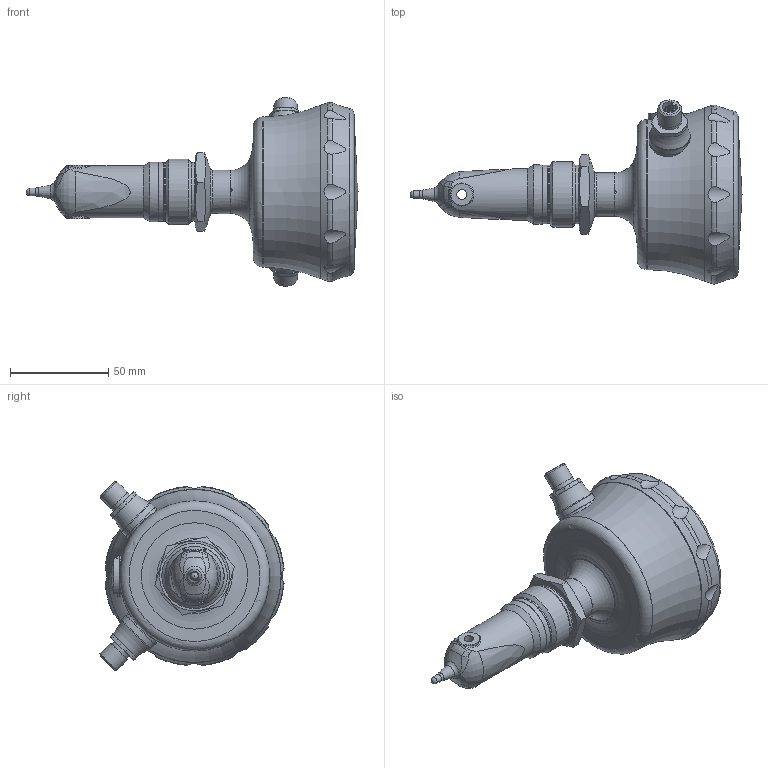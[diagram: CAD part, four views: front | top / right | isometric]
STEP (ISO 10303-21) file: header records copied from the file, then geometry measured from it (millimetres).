
FILE_DESCRIPTION(/* description */ ('Unknown'),/* implementation_level */ '2;1');
FILE_NAME(/* name */ 'AFI4-6730.####.#3##',/* time_stamp */ '2023-09-19T10:29:15+02:00',/* author */ ('Unknown'),/* organization */ ('Baumer'),/* preprocessor_version */ 'ST-DEVELOPER v16.7',/* originating_system */ 'Solid Edge',/* authorisation */ 'Unknown');
FILE_SCHEMA (('AUTOMOTIVE_DESIGN {1 0 10303 214 3 1 1}'));
Length unit declared in the file: millimetre
Products named in the file (1): Part13
Bounding box: 168.76 x 93.53 x 96.05 mm (x, y, z)
Volume: 116064.7 mm3; surface area: 77472.5 mm2
Topology: 1 solids, 13 shells, 647 faces, 1630 edges, 1045 vertices
Faces by surface type: plane 226, cylinder 192, torus 88, cone 87, bspline 52, sphere 2
Full cylindrical faces by diameter (mm): 1 x8, 1.25 x1, 1.64 x4, 3.4 x2, 5 x1, 7.709 x1, 8.87 x1, 10 x1, 10.5 x1, 11 x2, 11.741 x2, 12 x2, 13.8 x2, 14 x2, 14.5 x2, 15.85 x2, 16 x10, 18 x1, 18.9 x1, 18.95 x1, 20 x1, 20.8 x3, 21 x1, 22 x1, 23.6 x2, 23.8 x1, 24 x1, 24.2 x1, 26.4 x1, 26.85 x1
Entity records: 25654 total; most frequent: CARTESIAN_POINT 7461, ORIENTED_EDGE 2724, DIRECTION 2704, EDGE_CURVE 1362, AXIS2_PLACEMENT_3D 1193, VERTEX_POINT 954, FACE_BOUND 894, EDGE_LOOP 891
